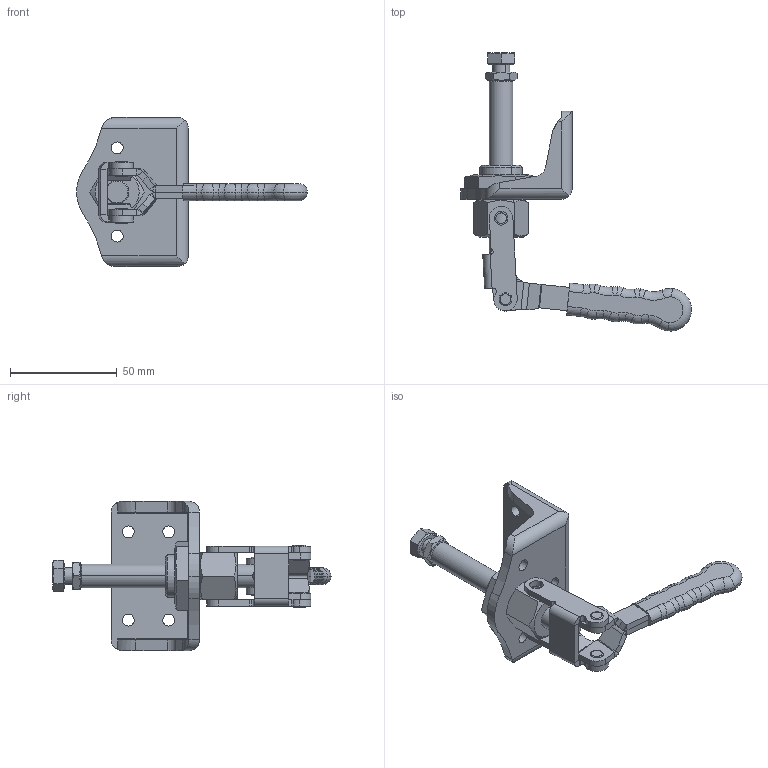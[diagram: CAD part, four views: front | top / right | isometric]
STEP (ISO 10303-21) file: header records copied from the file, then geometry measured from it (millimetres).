
FILE_DESCRIPTION (( 'STEP AP203' ), '1' );
FILE_NAME ('HS-36204M 装配体.STEP', '2018-12-07T04:13:09', ( 'PCOS' ), ( '微软中国' ), 'SwSTEP 2.0', 'SolidWorks 2012', '' );
FILE_SCHEMA (( 'CONFIG_CONTROL_DESIGN' ));
Length unit declared in the file: millimetre
Products named in the file (13): HS-36204M 蚾饜极; HS-36205; hex thin nuts-grades ab-chamfered gb_GB_FASTENER_NUT_STNAB M8-N; hexagon head bolts-full thread gb_GB_FASTENER_BOLT_STBAB A M8X35-C; 挴裝; 种2; 种1; 忒梟酘; 忒梟衵; 忒參; 蹟譫; 蟀裝; 嘐隅俋蹟恇
Assembly tree (13 placements, depth 2):
  HS-36204M 蚾饜极
    嘐隅俋蹟恇
    蟀裝
    蹟譫
    忒參
    忒梟衵
    忒梟酘
    种1  x2
    种2
    挴裝
    hexagon head bolts-full thread gb_GB_FASTENER_BOLT_STBAB A M8X35-C
    hex thin nuts-grades ab-chamfered gb_GB_FASTENER_NUT_STNAB M8-N
    HS-36205
Bounding box: 108.17 x 130.28 x 69.9 mm (x, y, z)
Volume: 65053.6 mm3; surface area: 36136.7 mm2
Topology: 13 solids, 13 shells, 780 faces, 2005 edges, 1283 vertices
Faces by surface type: plane 360, cylinder 166, bspline 160, torus 58, cone 34, sphere 2
Entity records: 31889 total; most frequent: CARTESIAN_POINT 12588, ORIENTED_EDGE 3966, DIRECTION 3270, EDGE_CURVE 1983, VERTEX_POINT 1271, LINE 1096, VECTOR 1096, AXIS2_PLACEMENT_3D 1087
